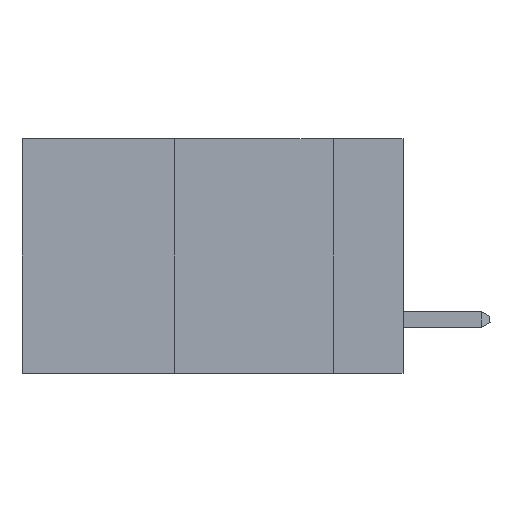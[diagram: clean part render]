
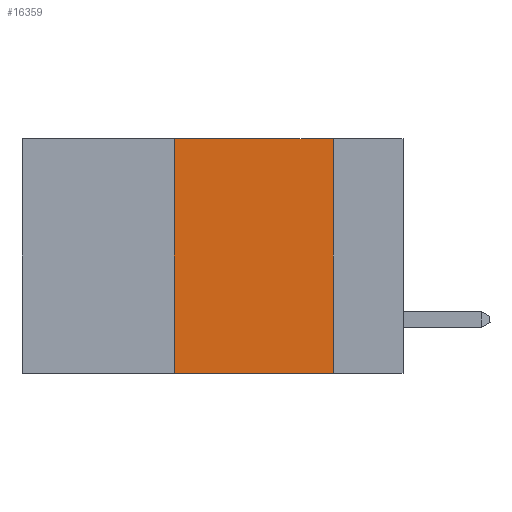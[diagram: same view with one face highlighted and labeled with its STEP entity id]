
A CAD part, left-side view. The second image highlights one B-rep face of the part: STEP entity #16359.
In plain terms, the highlighted planar face has unit normal (-1, 0, 0).
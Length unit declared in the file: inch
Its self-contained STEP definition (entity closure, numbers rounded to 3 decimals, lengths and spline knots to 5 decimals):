
#74 = AXIS2_PLACEMENT_3D ( 'NONE', #23754, #13679, #1577 ) ;
#247 = ORIENTED_EDGE ( 'NONE', *, *, #22234, .F. ) ;
#1521 = LINE ( 'NONE', #9609, #21115 ) ;
#1577 = DIRECTION ( 'NONE',  ( 0., 0., -1. ) ) ;
#3970 = LINE ( 'NONE', #15804, #15651 ) ;
#5616 = ORIENTED_EDGE ( 'NONE', *, *, #19155, .F. ) ;
#6625 = CARTESIAN_POINT ( 'NONE',  ( 0., 0.36, -0.37 ) ) ;
#6935 = VECTOR ( 'NONE', #18184, 39.37008 ) ;
#7243 = LINE ( 'NONE', #24194, #6935 ) ;
#7700 = CARTESIAN_POINT ( 'NONE',  ( 0., 0.36, 0. ) ) ;
#7791 = VERTEX_POINT ( 'NONE', #25168 ) ;
#8194 = EDGE_CURVE ( 'NONE', #25103, #7791, #3970, .T. ) ;
#9250 = VECTOR ( 'NONE', #17637, 39.37008 ) ;
#9257 = EDGE_LOOP ( 'NONE', ( #5616, #247, #19186, #14088 ) ) ;
#9606 = PLANE ( 'NONE',  #74 ) ;
#9609 = CARTESIAN_POINT ( 'NONE',  ( 0., 0.36, 0. ) ) ;
#10416 = DIRECTION ( 'NONE',  ( 0., 0., 1. ) ) ;
#10780 = FACE_OUTER_BOUND ( 'NONE', #9257, .T. ) ;
#11557 = EDGE_CURVE ( 'NONE', #25103, #21919, #1521, .T. ) ;
#13679 = DIRECTION ( 'NONE',  ( 1., 0., 0. ) ) ;
#14088 = ORIENTED_EDGE ( 'NONE', *, *, #8194, .T. ) ;
#14990 = LINE ( 'NONE', #23116, #9250 ) ;
#15651 = VECTOR ( 'NONE', #24015, 39.37008 ) ;
#15804 = CARTESIAN_POINT ( 'NONE',  ( 0., 0.6, -0.37 ) ) ;
#16359 = ADVANCED_FACE ( 'NONE', ( #10780 ), #9606, .F. ) ;
#17637 = DIRECTION ( 'NONE',  ( 0., 0., -1. ) ) ;
#18184 = DIRECTION ( 'NONE',  ( 0., -1., 0. ) ) ;
#19155 = EDGE_CURVE ( 'NONE', #25423, #7791, #14990, .T. ) ;
#19186 = ORIENTED_EDGE ( 'NONE', *, *, #11557, .F. ) ;
#21115 = VECTOR ( 'NONE', #10416, 39.37008 ) ;
#21919 = VERTEX_POINT ( 'NONE', #7700 ) ;
#22234 = EDGE_CURVE ( 'NONE', #21919, #25423, #7243, .T. ) ;
#22400 = CARTESIAN_POINT ( 'NONE',  ( 0., 0.11, 0. ) ) ;
#23116 = CARTESIAN_POINT ( 'NONE',  ( 0., 0.11, 0. ) ) ;
#23754 = CARTESIAN_POINT ( 'NONE',  ( 0., 0.6, 0. ) ) ;
#24015 = DIRECTION ( 'NONE',  ( 0., -1., 0. ) ) ;
#24194 = CARTESIAN_POINT ( 'NONE',  ( 0., 0.6, 0. ) ) ;
#25103 = VERTEX_POINT ( 'NONE', #6625 ) ;
#25168 = CARTESIAN_POINT ( 'NONE',  ( 0., 0.11, -0.37 ) ) ;
#25423 = VERTEX_POINT ( 'NONE', #22400 ) ;
